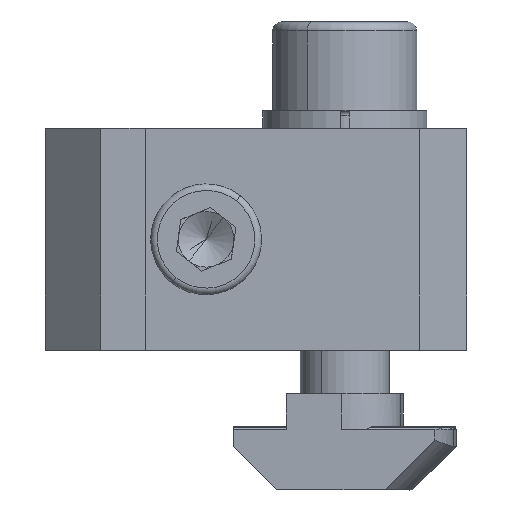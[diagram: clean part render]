
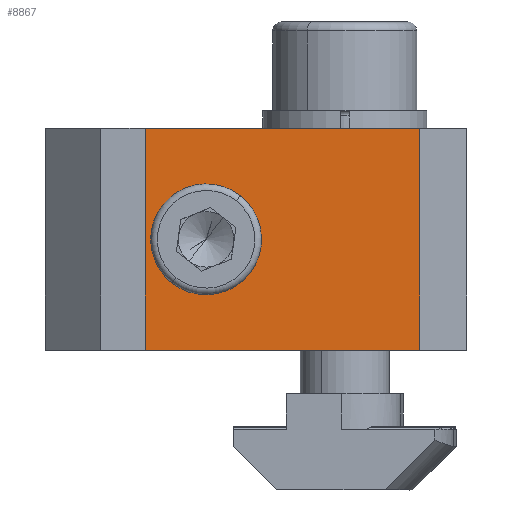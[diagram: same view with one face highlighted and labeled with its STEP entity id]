
A CAD part, left-side view. The second image highlights one B-rep face of the part: STEP entity #8867.
In plain terms, the highlighted planar face has unit normal (-1, 0, 0).
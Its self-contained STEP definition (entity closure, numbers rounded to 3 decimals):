
#162 = VERTEX_POINT ( 'NONE', #6992 ) ;
#308 = ORIENTED_EDGE ( 'NONE', *, *, #7201, .T. ) ;
#355 = CARTESIAN_POINT ( 'NONE',  ( -41.2, 29., 0. ) ) ;
#476 = DIRECTION ( 'NONE',  ( 1., 0., 0. ) ) ;
#652 = CARTESIAN_POINT ( 'NONE',  ( -41.2, 23.5, 10. ) ) ;
#898 = CARTESIAN_POINT ( 'NONE',  ( -41.2, 29., 0. ) ) ;
#926 = EDGE_CURVE ( 'NONE', #6839, #8894, #9303, .T. ) ;
#1145 = CARTESIAN_POINT ( 'NONE',  ( -41.2, 29., 20. ) ) ;
#1439 = DIRECTION ( 'NONE',  ( 0., 1., 0. ) ) ;
#1561 = CIRCLE ( 'NONE', #4581, 3.25 ) ;
#2026 = CARTESIAN_POINT ( 'NONE',  ( -41.2, 4.24, 20. ) ) ;
#2065 = ORIENTED_EDGE ( 'NONE', *, *, #7676, .T. ) ;
#2160 = ORIENTED_EDGE ( 'NONE', *, *, #6846, .T. ) ;
#2403 = VERTEX_POINT ( 'NONE', #4227 ) ;
#2477 = LINE ( 'NONE', #898, #7235 ) ;
#2651 = DIRECTION ( 'NONE',  ( 0., -1., 0. ) ) ;
#3149 = DIRECTION ( 'NONE',  ( 0., 0., -1. ) ) ;
#3325 = AXIS2_PLACEMENT_3D ( 'NONE', #652, #7632, #5220 ) ;
#3347 = CARTESIAN_POINT ( 'NONE',  ( -41.2, 29., 20. ) ) ;
#3395 = FACE_OUTER_BOUND ( 'NONE', #9295, .T. ) ;
#3406 = CARTESIAN_POINT ( 'NONE',  ( -41.2, 23.5, 10. ) ) ;
#3618 = VECTOR ( 'NONE', #3149, 1000. ) ;
#3847 = CARTESIAN_POINT ( 'NONE',  ( -41.2, 4.24, 20. ) ) ;
#4161 = EDGE_CURVE ( 'NONE', #8894, #6840, #2477, .T. ) ;
#4227 = CARTESIAN_POINT ( 'NONE',  ( -41.2, 29., 20. ) ) ;
#4581 = AXIS2_PLACEMENT_3D ( 'NONE', #3406, #9610, #4907 ) ;
#4698 = ORIENTED_EDGE ( 'NONE', *, *, #4161, .F. ) ;
#4907 = DIRECTION ( 'NONE',  ( 0., 1., 0. ) ) ;
#5102 = FACE_BOUND ( 'NONE', #9762, .T. ) ;
#5220 = DIRECTION ( 'NONE',  ( 0., 1., 0. ) ) ;
#5262 = CARTESIAN_POINT ( 'NONE',  ( -41.2, 20.25, 10. ) ) ;
#5406 = AXIS2_PLACEMENT_3D ( 'NONE', #1145, #476, #2651 ) ;
#6046 = LINE ( 'NONE', #6655, #9246 ) ;
#6058 = CIRCLE ( 'NONE', #3325, 3.25 ) ;
#6457 = LINE ( 'NONE', #3347, #8592 ) ;
#6655 = CARTESIAN_POINT ( 'NONE',  ( -41.2, 29., 20. ) ) ;
#6839 = VERTEX_POINT ( 'NONE', #2026 ) ;
#6840 = VERTEX_POINT ( 'NONE', #355 ) ;
#6846 = EDGE_CURVE ( 'NONE', #162, #7347, #6058, .T. ) ;
#6885 = DIRECTION ( 'NONE',  ( 0., 1., 0. ) ) ;
#6992 = CARTESIAN_POINT ( 'NONE',  ( -41.2, 26.75, 10. ) ) ;
#7201 = EDGE_CURVE ( 'NONE', #7347, #162, #1561, .T. ) ;
#7235 = VECTOR ( 'NONE', #6885, 1000. ) ;
#7347 = VERTEX_POINT ( 'NONE', #5262 ) ;
#7424 = ORIENTED_EDGE ( 'NONE', *, *, #7540, .T. ) ;
#7540 = EDGE_CURVE ( 'NONE', #2403, #6840, #6457, .T. ) ;
#7632 = DIRECTION ( 'NONE',  ( 1., 0., 0. ) ) ;
#7676 = EDGE_CURVE ( 'NONE', #6839, #2403, #6046, .T. ) ;
#8098 = PLANE ( 'NONE',  #5406 ) ;
#8592 = VECTOR ( 'NONE', #9500, 1000. ) ;
#8795 = ORIENTED_EDGE ( 'NONE', *, *, #926, .F. ) ;
#8867 = ADVANCED_FACE ( 'NONE', ( #5102, #3395 ), #8098, .F. ) ;
#8893 = CARTESIAN_POINT ( 'NONE',  ( -41.2, 4.24, 0. ) ) ;
#8894 = VERTEX_POINT ( 'NONE', #8893 ) ;
#9246 = VECTOR ( 'NONE', #1439, 1000. ) ;
#9295 = EDGE_LOOP ( 'NONE', ( #2065, #7424, #4698, #8795 ) ) ;
#9303 = LINE ( 'NONE', #3847, #3618 ) ;
#9500 = DIRECTION ( 'NONE',  ( 0., 0., -1. ) ) ;
#9610 = DIRECTION ( 'NONE',  ( 1., 0., 0. ) ) ;
#9762 = EDGE_LOOP ( 'NONE', ( #2160, #308 ) ) ;
